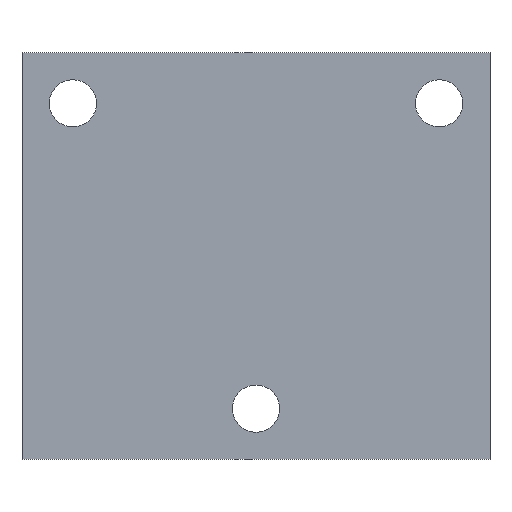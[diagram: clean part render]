
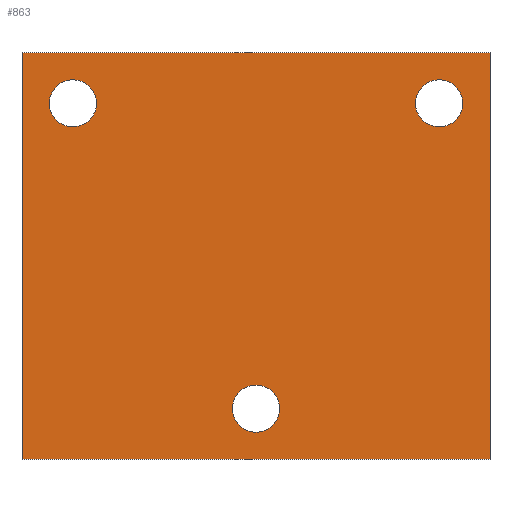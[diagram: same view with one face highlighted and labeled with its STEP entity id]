
A CAD part, front view. The second image highlights one B-rep face of the part: STEP entity #863.
In plain terms, the highlighted planar face has unit normal (0, -1, 0).
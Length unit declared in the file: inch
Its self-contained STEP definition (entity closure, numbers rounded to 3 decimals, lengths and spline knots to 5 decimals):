
#11 = PLANE ( 'NONE',  #801 ) ;
#16 = CARTESIAN_POINT ( 'NONE',  ( -0.575, 0., 0.3 ) ) ;
#30 = DIRECTION ( 'NONE',  ( -1., 0., 0. ) ) ;
#36 = CARTESIAN_POINT ( 'NONE',  ( 0.575, 0., -0.35 ) ) ;
#38 = DIRECTION ( 'NONE',  ( 0., -1., 0. ) ) ;
#40 = CARTESIAN_POINT ( 'NONE',  ( 0., 0., -0.283 ) ) ;
#47 = CARTESIAN_POINT ( 'NONE',  ( 0.45, 0., 0.583 ) ) ;
#49 = DIRECTION ( 'NONE',  ( 0., 0., -1. ) ) ;
#64 = DIRECTION ( 'NONE',  ( 0., 1., 0. ) ) ;
#72 = CARTESIAN_POINT ( 'NONE',  ( 0.45, 0., 0.467 ) ) ;
#83 = DIRECTION ( 'NONE',  ( 0., 0., -1. ) ) ;
#86 = CARTESIAN_POINT ( 'NONE',  ( -0.45, 0., 0.467 ) ) ;
#89 = CARTESIAN_POINT ( 'NONE',  ( -0.575, 0., 0.3 ) ) ;
#91 = DIRECTION ( 'NONE',  ( 0., -1., 0. ) ) ;
#92 = CARTESIAN_POINT ( 'NONE',  ( -0.45, 0., 0.583 ) ) ;
#94 = CARTESIAN_POINT ( 'NONE',  ( -0.575, 0., 0.65 ) ) ;
#107 = CARTESIAN_POINT ( 'NONE',  ( 0.575, 0., 0.3 ) ) ;
#120 = CARTESIAN_POINT ( 'NONE',  ( 0.575, 0., -0.35 ) ) ;
#124 = DIRECTION ( 'NONE',  ( 0., -1., 0. ) ) ;
#143 = CARTESIAN_POINT ( 'NONE',  ( -0.45, 0., 0.525 ) ) ;
#145 = CARTESIAN_POINT ( 'NONE',  ( -0.575, 0., 0.65 ) ) ;
#149 = DIRECTION ( 'NONE',  ( 1., 0., 0. ) ) ;
#151 = DIRECTION ( 'NONE',  ( 0., 0., -1. ) ) ;
#157 = DIRECTION ( 'NONE',  ( 0., 0., -1. ) ) ;
#159 = CARTESIAN_POINT ( 'NONE',  ( 0.575, 0., 0.65 ) ) ;
#172 = CARTESIAN_POINT ( 'NONE',  ( -0.45, 0., 0.525 ) ) ;
#188 = DIRECTION ( 'NONE',  ( -1., 0., 0. ) ) ;
#193 = DIRECTION ( 'NONE',  ( 0., -1., 0. ) ) ;
#203 = DIRECTION ( 'NONE',  ( 0., -1., 0. ) ) ;
#239 = DIRECTION ( 'NONE',  ( 0., 0., -1. ) ) ;
#246 = DIRECTION ( 'NONE',  ( 0., 0., -1. ) ) ;
#253 = CARTESIAN_POINT ( 'NONE',  ( -0.575, 0., -0.35 ) ) ;
#263 = DIRECTION ( 'NONE',  ( 0., -1., 0. ) ) ;
#284 = CARTESIAN_POINT ( 'NONE',  ( 0., 0., -0.225 ) ) ;
#295 = CARTESIAN_POINT ( 'NONE',  ( 0.45, 0., 0.525 ) ) ;
#297 = CARTESIAN_POINT ( 'NONE',  ( 0., 0., -0.167 ) ) ;
#300 = DIRECTION ( 'NONE',  ( 0., 0., -1. ) ) ;
#302 = CARTESIAN_POINT ( 'NONE',  ( 0.45, 0., 0.525 ) ) ;
#306 = CARTESIAN_POINT ( 'NONE',  ( 0., 0., -0.225 ) ) ;
#314 = DIRECTION ( 'NONE',  ( 0., 0., -1. ) ) ;
#323 = VERTEX_POINT ( 'NONE', #120 ) ;
#332 = VERTEX_POINT ( 'NONE', #159 ) ;
#344 = VERTEX_POINT ( 'NONE', #86 ) ;
#345 = VERTEX_POINT ( 'NONE', #92 ) ;
#348 = VERTEX_POINT ( 'NONE', #72 ) ;
#349 = VERTEX_POINT ( 'NONE', #47 ) ;
#350 = VERTEX_POINT ( 'NONE', #253 ) ;
#354 = VERTEX_POINT ( 'NONE', #145 ) ;
#357 = VERTEX_POINT ( 'NONE', #40 ) ;
#360 = VERTEX_POINT ( 'NONE', #297 ) ;
#366 = EDGE_LOOP ( 'NONE', ( #492, #407 ) ) ;
#375 = EDGE_LOOP ( 'NONE', ( #495, #404 ) ) ;
#381 = EDGE_LOOP ( 'NONE', ( #408, #401, #406, #409 ) ) ;
#388 = EDGE_LOOP ( 'NONE', ( #420, #417 ) ) ;
#401 = ORIENTED_EDGE ( 'NONE', *, *, #784, .F. ) ;
#404 = ORIENTED_EDGE ( 'NONE', *, *, #811, .F. ) ;
#406 = ORIENTED_EDGE ( 'NONE', *, *, #800, .F. ) ;
#407 = ORIENTED_EDGE ( 'NONE', *, *, #754, .F. ) ;
#408 = ORIENTED_EDGE ( 'NONE', *, *, #774, .T. ) ;
#409 = ORIENTED_EDGE ( 'NONE', *, *, #799, .F. ) ;
#417 = ORIENTED_EDGE ( 'NONE', *, *, #734, .F. ) ;
#420 = ORIENTED_EDGE ( 'NONE', *, *, #772, .F. ) ;
#492 = ORIENTED_EDGE ( 'NONE', *, *, #763, .F. ) ;
#495 = ORIENTED_EDGE ( 'NONE', *, *, #764, .F. ) ;
#531 = CIRCLE ( 'NONE', #812, 0.058 ) ;
#544 = CIRCLE ( 'NONE', #861, 0.058 ) ;
#556 = CIRCLE ( 'NONE', #828, 0.058 ) ;
#558 = CIRCLE ( 'NONE', #814, 0.058 ) ;
#571 = CIRCLE ( 'NONE', #834, 0.058 ) ;
#573 = LINE ( 'NONE', #16, #576 ) ;
#576 = VECTOR ( 'NONE', #83, 39.37008 ) ;
#590 = LINE ( 'NONE', #36, #593 ) ;
#593 = VECTOR ( 'NONE', #188, 39.37008 ) ;
#603 = LINE ( 'NONE', #94, #619 ) ;
#618 = LINE ( 'NONE', #107, #621 ) ;
#619 = VECTOR ( 'NONE', #149, 39.37008 ) ;
#621 = VECTOR ( 'NONE', #300, 39.37008 ) ;
#622 = CIRCLE ( 'NONE', #736, 0.058 ) ;
#634 = FACE_BOUND ( 'NONE', #388, .T. ) ;
#635 = FACE_BOUND ( 'NONE', #375, .T. ) ;
#637 = FACE_OUTER_BOUND ( 'NONE', #381, .T. ) ;
#638 = FACE_BOUND ( 'NONE', #366, .T. ) ;
#734 = EDGE_CURVE ( 'NONE', #360, #357, #531, .T. ) ;
#736 = AXIS2_PLACEMENT_3D ( 'NONE', #172, #91, #239 ) ;
#754 = EDGE_CURVE ( 'NONE', #349, #348, #544, .T. ) ;
#763 = EDGE_CURVE ( 'NONE', #348, #349, #558, .T. ) ;
#764 = EDGE_CURVE ( 'NONE', #344, #345, #556, .T. ) ;
#772 = EDGE_CURVE ( 'NONE', #357, #360, #571, .T. ) ;
#774 = EDGE_CURVE ( 'NONE', #354, #350, #573, .T. ) ;
#784 = EDGE_CURVE ( 'NONE', #323, #350, #590, .T. ) ;
#799 = EDGE_CURVE ( 'NONE', #354, #332, #603, .T. ) ;
#800 = EDGE_CURVE ( 'NONE', #332, #323, #618, .T. ) ;
#801 = AXIS2_PLACEMENT_3D ( 'NONE', #89, #64, #30 ) ;
#811 = EDGE_CURVE ( 'NONE', #345, #344, #622, .T. ) ;
#812 = AXIS2_PLACEMENT_3D ( 'NONE', #306, #193, #157 ) ;
#814 = AXIS2_PLACEMENT_3D ( 'NONE', #302, #38, #49 ) ;
#828 = AXIS2_PLACEMENT_3D ( 'NONE', #143, #124, #151 ) ;
#834 = AXIS2_PLACEMENT_3D ( 'NONE', #284, #263, #314 ) ;
#861 = AXIS2_PLACEMENT_3D ( 'NONE', #295, #203, #246 ) ;
#863 = ADVANCED_FACE ( 'NONE', ( #634, #638, #635, #637 ), #11, .F. ) ;
